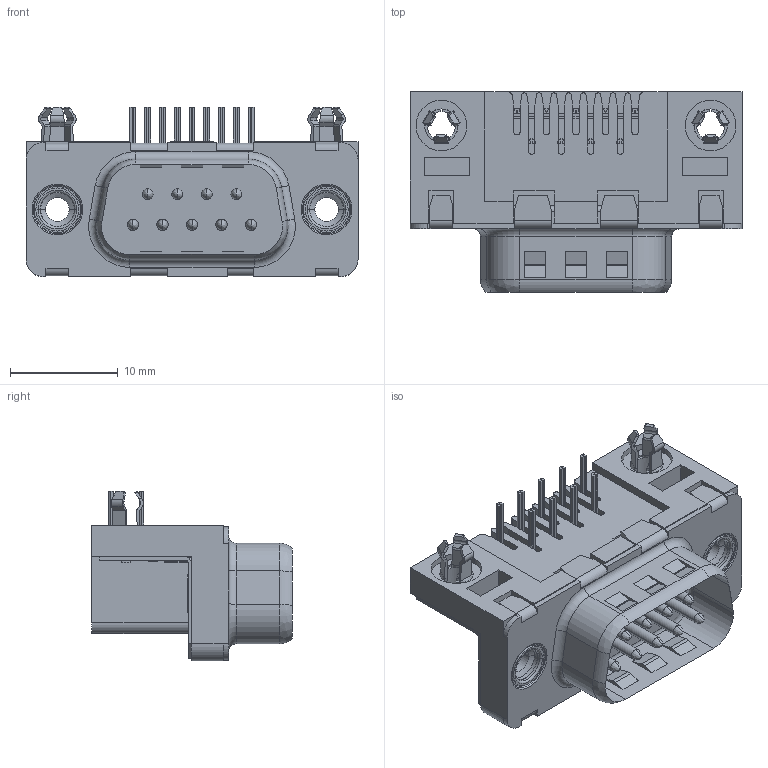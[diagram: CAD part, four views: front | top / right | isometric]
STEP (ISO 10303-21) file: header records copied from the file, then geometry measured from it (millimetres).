
FILE_DESCRIPTION (( 'STEP AP214' ), '1' );
FILE_NAME ('sD09P33E4GL00LF.stp', '2023-05-20T18:41:34', ( 'Roman' ), ( '' ), 'SwSTEP 2.0', 'SolidWorks 2023', '' );
FILE_SCHEMA (( 'AUTOMOTIVE_DESIGN' ));
Length unit declared in the file: millimetre
Products named in the file (1): sD09P33E4GL00LF
Bounding box: 30.81 x 18.6 x 15.75 mm (x, y, z)
Volume: 2860.1 mm3; surface area: 3553.7 mm2
Topology: 1 solids, 3 shells, 1239 faces, 3357 edges, 2135 vertices
Faces by surface type: plane 721, cylinder 370, torus 100, bspline 40, cone 8
Entity records: 41364 total; most frequent: CARTESIAN_POINT 9858, ORIENTED_EDGE 6678, DIRECTION 6537, EDGE_CURVE 3339, VECTOR 2257, LINE 2257, AXIS2_PLACEMENT_3D 2140, VERTEX_POINT 2135
